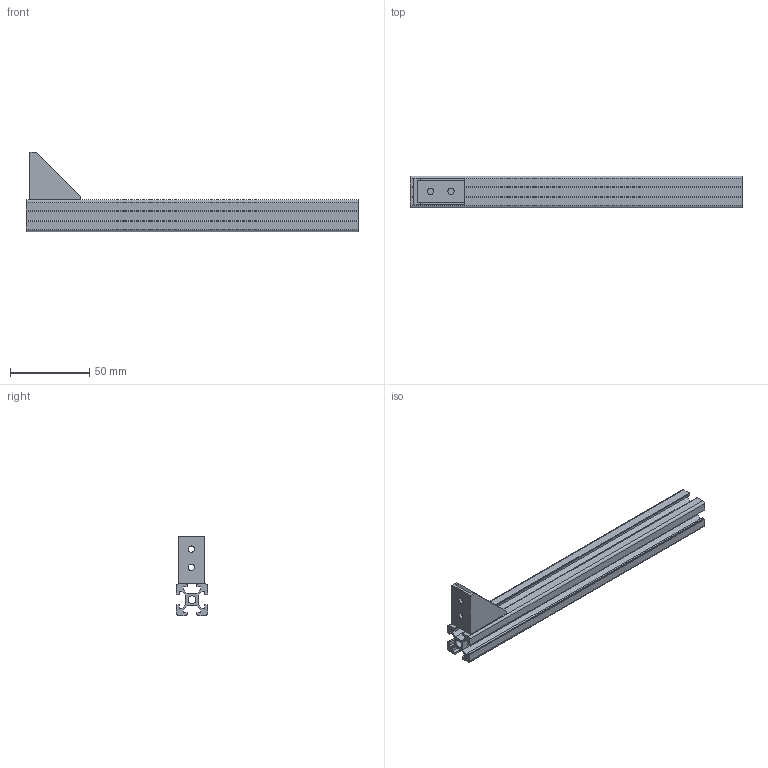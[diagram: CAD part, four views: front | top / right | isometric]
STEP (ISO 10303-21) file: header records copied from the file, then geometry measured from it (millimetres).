
FILE_DESCRIPTION(/* description */ (''),/* implementation_level */ '2;1');
FILE_NAME(/* name */ '2020Extrusion(2).step',/* time_stamp */ '2026-01-06T23:05:16-06:00',/* author */ (''),/* organization */ (''),/* preprocessor_version */ 'ST-DEVELOPER v20.1',/* originating_system */ 'Autodesk Translation Framework v14.21.0.0',/* authorisation */ '');
FILE_SCHEMA (('AUTOMOTIVE_DESIGN { 1 0 10303 214 3 1 1 }'));
Length unit declared in the file: millimetre
Products named in the file (1): 2020Extrusion(2)
Bounding box: 210 x 20 x 50 mm (x, y, z)
Volume: 38423.1 mm3; surface area: 39749.2 mm2
Topology: 2 solids, 2 shells, 85 faces, 241 edges, 160 vertices
Faces by surface type: plane 74, cylinder 9, cone 2
Full cylindrical faces by diameter (mm): 4 x4, 5 x1
Entity records: 2775 total; most frequent: CARTESIAN_POINT 485, ORIENTED_EDGE 478, DIRECTION 431, EDGE_CURVE 239, LINE 219, VECTOR 219, VERTEX_POINT 160, AXIS2_PLACEMENT_3D 106
